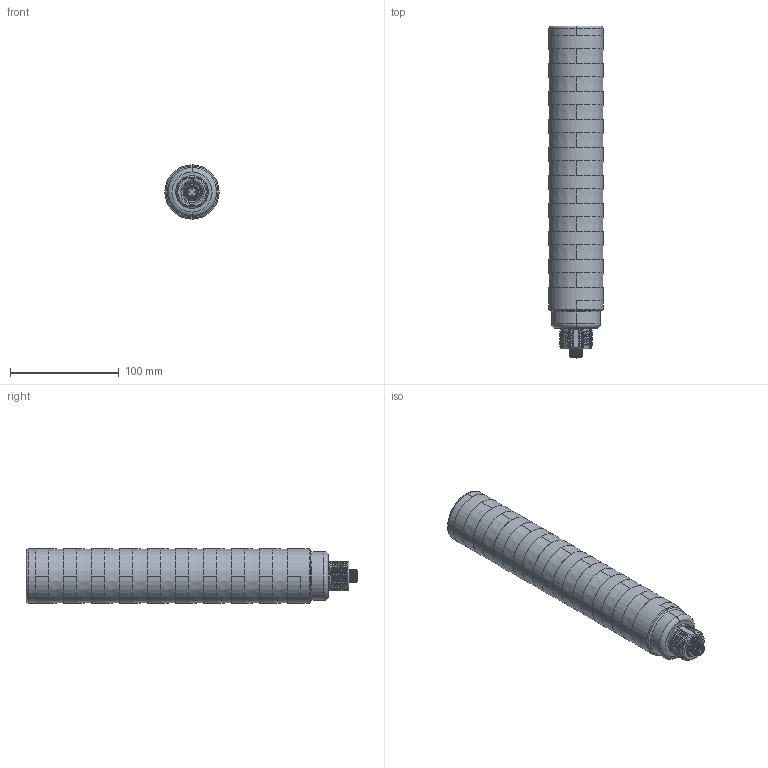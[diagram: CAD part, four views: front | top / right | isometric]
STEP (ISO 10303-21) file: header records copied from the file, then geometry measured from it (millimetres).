
FILE_DESCRIPTION((''),'2;1');
FILE_NAME('205840_SM01_ASM','2025-06-04T11:40:15',('banengservice'),('BANNER ENGINEERING'),'CREO PARAMETRIC BY PTC INC, 2022414','CREO PARAMETRIC BY PTC INC, 2022414','');
FILE_SCHEMA(('CONFIG_CONTROL_DESIGN'));
Length unit declared in the file: millimetre
Products named in the file (2): 205840_EP01; 205840_SM01_ASM
Assembly tree (1 placements, depth 2):
  205840_SM01_ASM
    205840_EP01
Bounding box: 50 x 305.75 x 50 mm (x, y, z)
Volume: 547583.9 mm3; surface area: 52649.5 mm2
Topology: 1 solids, 1 shells, 267 faces, 690 edges, 444 vertices
Faces by surface type: cylinder 104, bspline 88, plane 34, cone 27, torus 14
Entity records: 17930 total; most frequent: CARTESIAN_POINT 11972, ORIENTED_EDGE 1380, DIRECTION 987, EDGE_CURVE 690, VERTEX_POINT 444, AXIS2_PLACEMENT_3D 377, EDGE_LOOP 286, FACE_OUTER_BOUND 267
